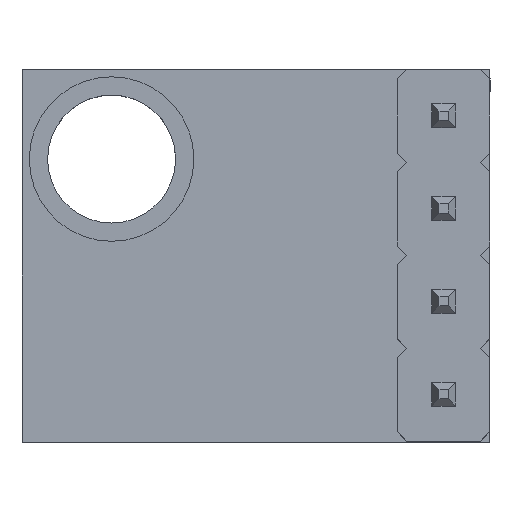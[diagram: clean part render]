
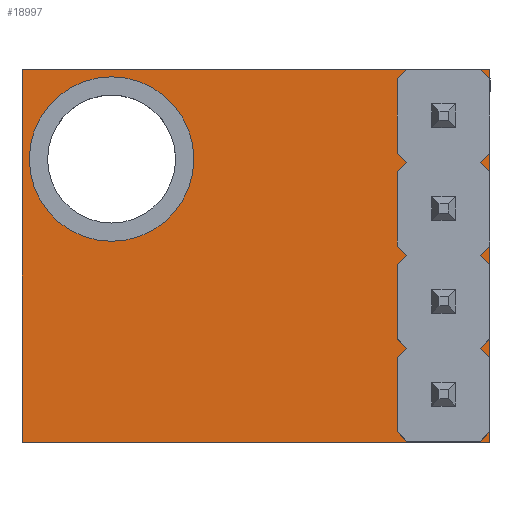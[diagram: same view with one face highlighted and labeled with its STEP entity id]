
A CAD part, top view. The second image highlights one B-rep face of the part: STEP entity #18997.
In plain terms, the highlighted planar face has unit normal (0, 0, 1).
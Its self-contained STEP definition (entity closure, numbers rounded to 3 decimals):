
#479=FACE_BOUND('',#3198,.T.);
#480=FACE_BOUND('',#3199,.T.);
#481=FACE_BOUND('',#3200,.T.);
#482=FACE_BOUND('',#3201,.T.);
#483=FACE_BOUND('',#3202,.T.);
#690=CIRCLE('',#20161,0.9);
#693=CIRCLE('',#20166,0.9);
#696=CIRCLE('',#20171,0.9);
#699=CIRCLE('',#20176,0.9);
#703=CIRCLE('',#20187,2.25);
#2149=FACE_OUTER_BOUND('',#3197,.T.);
#3197=EDGE_LOOP('',(#17205,#17206,#17207,#17208));
#3198=EDGE_LOOP('',(#17209));
#3199=EDGE_LOOP('',(#17210));
#3200=EDGE_LOOP('',(#17211));
#3201=EDGE_LOOP('',(#17212));
#3202=EDGE_LOOP('',(#17213));
#5389=LINE('',#34945,#7579);
#5392=LINE('',#34951,#7582);
#5395=LINE('',#34957,#7585);
#5398=LINE('',#34961,#7588);
#7579=VECTOR('',#24636,10.);
#7582=VECTOR('',#24641,10.);
#7585=VECTOR('',#24646,10.);
#7588=VECTOR('',#24651,10.);
#9272=VERTEX_POINT('',#34877);
#9275=VERTEX_POINT('',#34886);
#9278=VERTEX_POINT('',#34895);
#9281=VERTEX_POINT('',#34904);
#9285=VERTEX_POINT('',#34925);
#9291=VERTEX_POINT('',#34942);
#9292=VERTEX_POINT('',#34944);
#9294=VERTEX_POINT('',#34950);
#9296=VERTEX_POINT('',#34956);
#11900=EDGE_CURVE('',#9272,#9272,#690,.T.);
#11904=EDGE_CURVE('',#9275,#9275,#693,.T.);
#11908=EDGE_CURVE('',#9278,#9278,#696,.T.);
#11912=EDGE_CURVE('',#9281,#9281,#699,.T.);
#11921=EDGE_CURVE('',#9285,#9285,#703,.T.);
#11929=EDGE_CURVE('',#9292,#9291,#5389,.T.);
#11932=EDGE_CURVE('',#9294,#9292,#5392,.T.);
#11935=EDGE_CURVE('',#9296,#9294,#5395,.T.);
#11938=EDGE_CURVE('',#9291,#9296,#5398,.T.);
#17205=ORIENTED_EDGE('',*,*,#11938,.T.);
#17206=ORIENTED_EDGE('',*,*,#11935,.T.);
#17207=ORIENTED_EDGE('',*,*,#11932,.T.);
#17208=ORIENTED_EDGE('',*,*,#11929,.T.);
#17209=ORIENTED_EDGE('',*,*,#11900,.T.);
#17210=ORIENTED_EDGE('',*,*,#11904,.T.);
#17211=ORIENTED_EDGE('',*,*,#11908,.T.);
#17212=ORIENTED_EDGE('',*,*,#11912,.T.);
#17213=ORIENTED_EDGE('',*,*,#11921,.T.);
#17993=PLANE('',#20198);
#18997=ADVANCED_FACE('',(#2149,#479,#480,#481,#482,#483),#17993,.T.);
#20161=AXIS2_PLACEMENT_3D('',#34879,#24556,#24557);
#20166=AXIS2_PLACEMENT_3D('',#34888,#24567,#24568);
#20171=AXIS2_PLACEMENT_3D('',#34897,#24578,#24579);
#20176=AXIS2_PLACEMENT_3D('',#34906,#24589,#24590);
#20187=AXIS2_PLACEMENT_3D('',#34926,#24616,#24617);
#20198=AXIS2_PLACEMENT_3D('',#34962,#24652,#24653);
#24556=DIRECTION('center_axis',(0.,0.,-1.));
#24557=DIRECTION('ref_axis',(1.,0.,0.));
#24567=DIRECTION('center_axis',(0.,0.,-1.));
#24568=DIRECTION('ref_axis',(1.,0.,0.));
#24578=DIRECTION('center_axis',(0.,0.,-1.));
#24579=DIRECTION('ref_axis',(1.,0.,0.));
#24589=DIRECTION('center_axis',(0.,0.,-1.));
#24590=DIRECTION('ref_axis',(1.,0.,0.));
#24616=DIRECTION('center_axis',(0.,0.,-1.));
#24617=DIRECTION('ref_axis',(1.,0.,0.));
#24636=DIRECTION('',(0.,-1.,0.));
#24641=DIRECTION('',(-1.,0.,0.));
#24646=DIRECTION('',(0.,1.,0.));
#24651=DIRECTION('',(1.,0.,0.));
#24652=DIRECTION('center_axis',(0.,0.,1.));
#24653=DIRECTION('ref_axis',(1.,0.,0.));
#34877=CARTESIAN_POINT('',(4.23,-1.247,1.5));
#34879=CARTESIAN_POINT('Origin',(5.13,-1.247,1.5));
#34886=CARTESIAN_POINT('',(4.23,-3.797,1.5));
#34888=CARTESIAN_POINT('Origin',(5.13,-3.797,1.5));
#34895=CARTESIAN_POINT('',(4.23,1.303,1.5));
#34897=CARTESIAN_POINT('Origin',(5.13,1.303,1.5));
#34904=CARTESIAN_POINT('',(4.23,3.853,1.5));
#34906=CARTESIAN_POINT('Origin',(5.13,3.853,1.5));
#34925=CARTESIAN_POINT('',(-6.2,2.65,1.5));
#34926=CARTESIAN_POINT('Origin',(-3.95,2.65,1.5));
#34942=CARTESIAN_POINT('',(-6.4,-5.1,1.5));
#34944=CARTESIAN_POINT('',(-6.4,5.1,1.5));
#34945=CARTESIAN_POINT('',(-6.4,-5.1,1.5));
#34950=CARTESIAN_POINT('',(6.4,5.1,1.5));
#34951=CARTESIAN_POINT('',(-6.4,5.1,1.5));
#34956=CARTESIAN_POINT('',(6.4,-5.1,1.5));
#34957=CARTESIAN_POINT('',(6.4,5.1,1.5));
#34961=CARTESIAN_POINT('',(6.4,-5.1,1.5));
#34962=CARTESIAN_POINT('Origin',(0.,0.,1.5));
